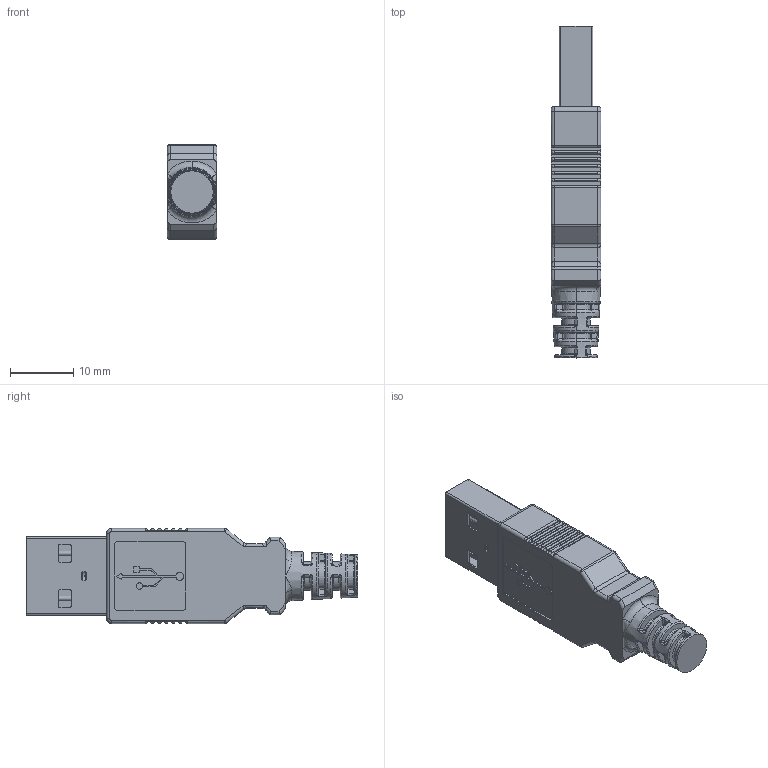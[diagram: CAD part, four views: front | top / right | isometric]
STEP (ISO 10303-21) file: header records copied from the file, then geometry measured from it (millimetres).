
FILE_DESCRIPTION (( 'STEP AP203' ), '1' );
FILE_NAME ('TYPE-A_USB-Male.STEP', '2023-03-24T00:46:40', ( '' ), ( '' ), 'SwSTEP 2.0', 'SolidWorks 2021', '' );
FILE_SCHEMA (( 'CONFIG_CONTROL_DESIGN' ));
Length unit declared in the file: millimetre
Products named in the file (1): TYPE-A_USB-Male
Bounding box: 7.87 x 52.32 x 14.99 mm (x, y, z)
Volume: 3950.4 mm3; surface area: 3461.3 mm2
Topology: 8 solids, 8 shells, 727 faces, 1822 edges, 1086 vertices
Faces by surface type: plane 287, cylinder 205, bspline 154, torus 43, sphere 36, cone 2
Entity records: 24998 total; most frequent: CARTESIAN_POINT 8963, ORIENTED_EDGE 3564, DIRECTION 3018, EDGE_CURVE 1782, VERTEX_POINT 1079, AXIS2_PLACEMENT_3D 1046, LINE 926, VECTOR 926
